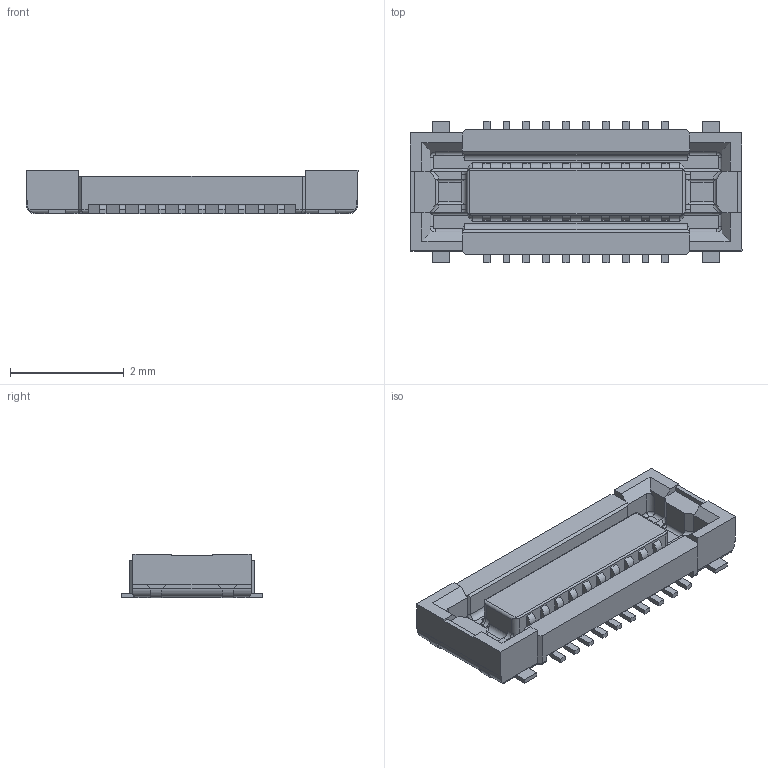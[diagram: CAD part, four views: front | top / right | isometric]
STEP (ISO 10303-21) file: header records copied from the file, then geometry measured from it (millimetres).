
FILE_DESCRIPTION(/* description */ (''),/* implementation_level */ '2;1');
FILE_NAME(/* name */ 'PANASONIC_AXE720127.stp',/* time_stamp */ '2016-10-24T10:31:58+02:00',/* author */ ('riccim'),/* organization */ ('SolidWorks'),/* preprocessor_version */ 'ST-DEVELOPER v15.5',/* originating_system */ 'AutoCAD Mechanical',/* authorisation */ ' ');
FILE_SCHEMA (('AUTOMOTIVE_DESIGN { 1 0 10303 214 3 1 1 }'));
Length unit declared in the file: millimetre
Products named in the file (1): Product
Bounding box: 5.85 x 2.5 x 0.77 mm (x, y, z)
Volume: 6.4 mm3; surface area: 55.9 mm2
Topology: 45 solids, 45 shells, 734 faces, 1718 edges, 1094 vertices
Faces by surface type: plane 540, cylinder 178, bspline 8, torus 4, cone 4
Entity records: 21011 total; most frequent: CARTESIAN_POINT 4001, DIRECTION 3508, ORIENTED_EDGE 3436, EDGE_CURVE 1718, LINE 1286, VECTOR 1286, AXIS2_PLACEMENT_3D 1111, VERTEX_POINT 1094
